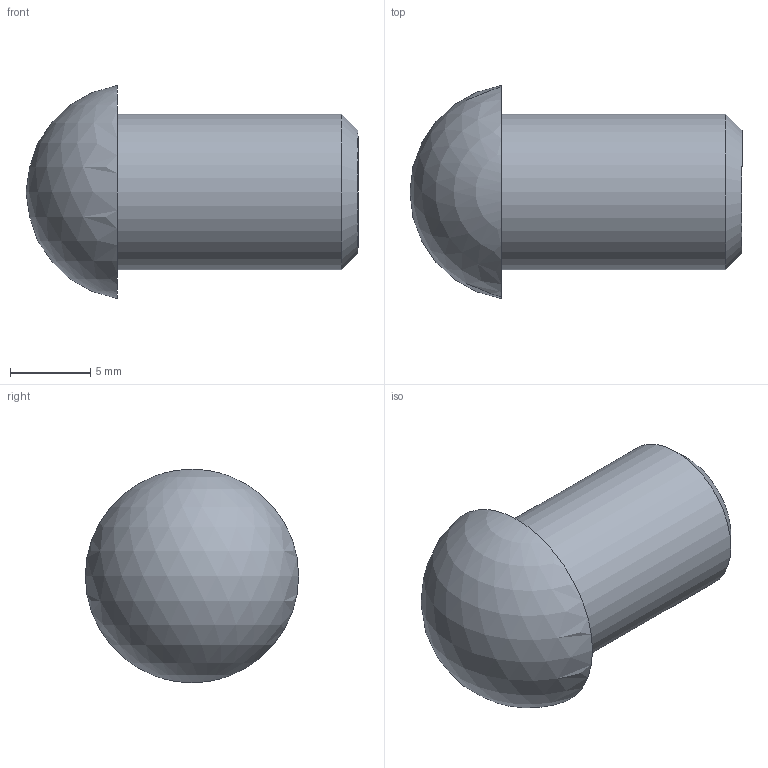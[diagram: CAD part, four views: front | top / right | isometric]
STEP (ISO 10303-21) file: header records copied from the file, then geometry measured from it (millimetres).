
FILE_DESCRIPTION(/* description */ ('Blindstopfen X3 6-10'),/* implementation_level */ '2;1');
FILE_NAME(/* name */ '82007517X315-RST.stp',/* time_stamp */ '2023-08-28T09:11:17+02:00',/* author */ ('sl'),/* organization */ (''),/* preprocessor_version */ 'ST-DEVELOPER v16.5',/* originating_system */ 'Autodesk Inventor 2017',/* authorisation */ '');
FILE_SCHEMA (('AUTOMOTIVE_DESIGN { 1 0 10303 214 3 1 1 }'));
Length unit declared in the file: millimetre
Products named in the file (1): 82007517X315
Bounding box: 20.7 x 13.3 x 13.3 mm (x, y, z)
Volume: 903.1 mm3; surface area: 1204.2 mm2
Topology: 1 solids, 1 shells, 9 faces, 13 edges, 8 vertices
Faces by surface type: plane 3, torus 2, cylinder 2, cone 1, sphere 1
Full cylindrical faces by diameter (mm): 6.9 x1, 9.7 x1
Entity records: 220 total; most frequent: DIRECTION 36, CARTESIAN_POINT 26, AXIS2_PLACEMENT_3D 18, EDGE_LOOP 16, ORIENTED_EDGE 16, STYLED_ITEM 10, FACE_OUTER_BOUND 9, ADVANCED_FACE 9
